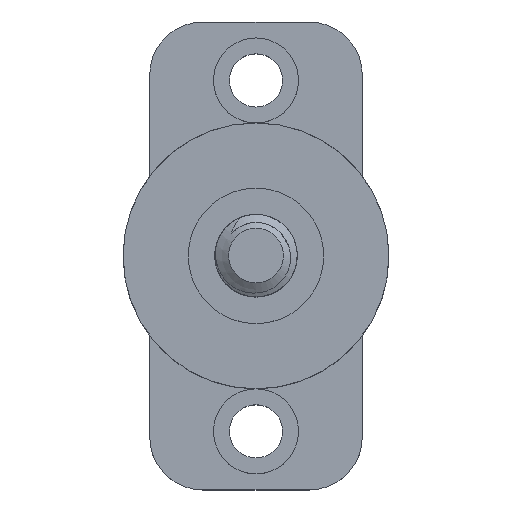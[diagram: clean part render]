
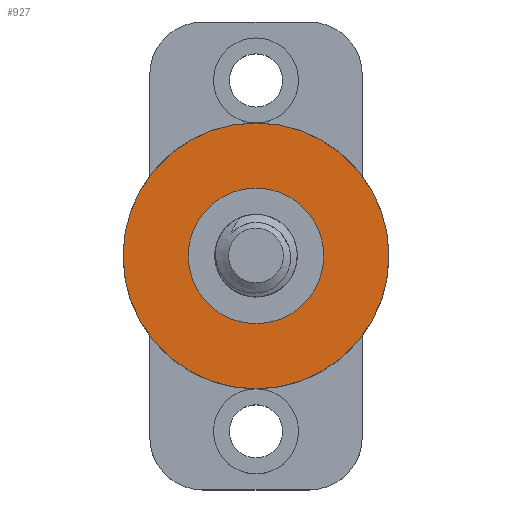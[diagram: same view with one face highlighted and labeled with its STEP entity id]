
A CAD part, top view. The second image highlights one B-rep face of the part: STEP entity #927.
In plain terms, the highlighted planar face has unit normal (0, 0, 1).
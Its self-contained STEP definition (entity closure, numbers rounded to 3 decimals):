
#15=FACE_BOUND('',#164,.T.);
#22=PLANE('',#1006);
#51=CIRCLE('',#1007,12.5);
#52=CIRCLE('',#1008,12.5);
#53=CIRCLE('',#1009,6.375);
#108=FACE_OUTER_BOUND('',#163,.T.);
#163=EDGE_LOOP('',(#705,#706));
#164=EDGE_LOOP('',(#707));
#408=VERTEX_POINT('',#2521);
#409=VERTEX_POINT('',#2522);
#410=VERTEX_POINT('',#2525);
#521=EDGE_CURVE('',#408,#409,#51,.T.);
#522=EDGE_CURVE('',#409,#408,#52,.T.);
#523=EDGE_CURVE('',#410,#410,#53,.T.);
#705=ORIENTED_EDGE('',*,*,#521,.T.);
#706=ORIENTED_EDGE('',*,*,#522,.T.);
#707=ORIENTED_EDGE('',*,*,#523,.F.);
#927=ADVANCED_FACE('',(#108,#15),#22,.T.);
#1006=AXIS2_PLACEMENT_3D('',#2520,#1166,#1167);
#1007=AXIS2_PLACEMENT_3D('',#2523,#1168,#1169);
#1008=AXIS2_PLACEMENT_3D('',#2524,#1170,#1171);
#1009=AXIS2_PLACEMENT_3D('',#2526,#1172,#1173);
#1166=DIRECTION('center_axis',(0.,0.,1.));
#1167=DIRECTION('ref_axis',(-1.,0.,0.));
#1168=DIRECTION('center_axis',(0.,0.,1.));
#1169=DIRECTION('ref_axis',(-1.,0.,0.));
#1170=DIRECTION('center_axis',(0.,0.,1.));
#1171=DIRECTION('ref_axis',(-1.,0.,0.));
#1172=DIRECTION('center_axis',(0.,0.,1.));
#1173=DIRECTION('ref_axis',(-1.,0.,0.));
#2520=CARTESIAN_POINT('Origin',(0.,22.,7.5));
#2521=CARTESIAN_POINT('',(0.,9.5,7.5));
#2522=CARTESIAN_POINT('',(12.5,22.,7.5));
#2523=CARTESIAN_POINT('Origin',(0.,22.,7.5));
#2524=CARTESIAN_POINT('Origin',(0.,22.,7.5));
#2525=CARTESIAN_POINT('',(6.375,22.,7.5));
#2526=CARTESIAN_POINT('Origin',(0.,22.,7.5));
